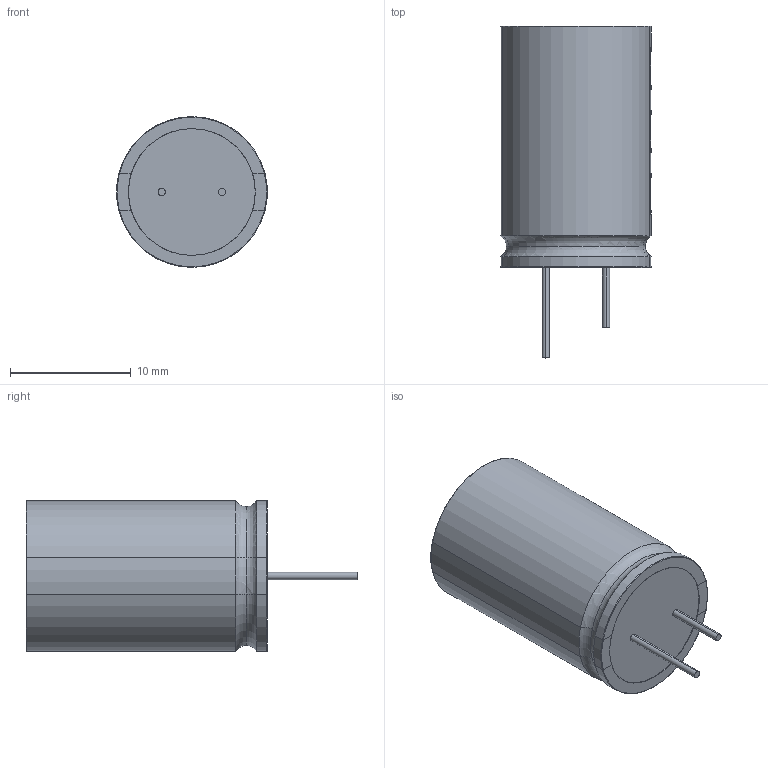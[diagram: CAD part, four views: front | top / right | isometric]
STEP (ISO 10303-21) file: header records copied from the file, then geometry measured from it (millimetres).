
FILE_DESCRIPTION (( 'STEP AP214' ), '1' );
FILE_NAME ('User Library-CAPPR500-1250x2000.STEP', '2013-07-01T13:18:20', ( 'Windows User' ), ( '' ), 'SwSTEP 2.0', 'SolidWorks 2013', '' );
FILE_SCHEMA (( 'AUTOMOTIVE_DESIGN' ));
Length unit declared in the file: millimetre
Products named in the file (1): User Library-CAPPR500-1250x2000
Bounding box: 12.48 x 27.5 x 12.5 mm (x, y, z)
Volume: 2425.6 mm3; surface area: 1066.2 mm2
Topology: 1 solids, 1 shells, 56 faces, 129 edges, 83 vertices
Faces by surface type: cylinder 24, torus 20, plane 12
Entity records: 2027 total; most frequent: CARTESIAN_POINT 447, DIRECTION 302, ORIENTED_EDGE 258, AXIS2_PLACEMENT_3D 132, EDGE_CURVE 129, VERTEX_POINT 83, CIRCLE 75, EDGE_LOOP 64
